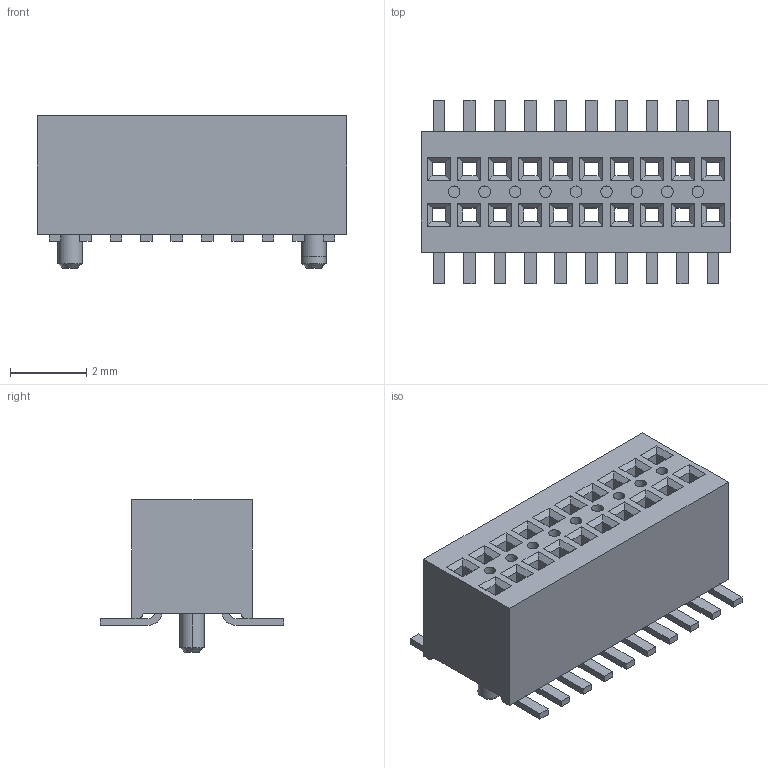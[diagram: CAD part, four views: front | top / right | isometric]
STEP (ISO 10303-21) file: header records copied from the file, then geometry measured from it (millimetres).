
FILE_DESCRIPTION((''),'2;1');
FILE_NAME('SAMTEC_CLE-110-01-G-DV-A-K.stp','2014-01-28T12:22:11',(''),(''),'Mechanical Desktop 2011','Mechanical Desktop 2011',', , ');
FILE_SCHEMA(('AUTOMOTIVE_DESIGN { 1 2 10303 214 1 1 1 1 }'));
Length unit declared in the file: millimetre
Products named in the file (1): Product
Bounding box: 8.13 x 4.83 x 4.01 mm (x, y, z)
Volume: 71.8 mm3; surface area: 254.1 mm2
Topology: 24 solids, 24 shells, 400 faces, 918 edges, 584 vertices
Faces by surface type: plane 312, cylinder 84, cone 4
Entity records: 11211 total; most frequent: CARTESIAN_POINT 1903, DIRECTION 1892, ORIENTED_EDGE 1836, EDGE_CURVE 918, VECTOR 746, LINE 746, VERTEX_POINT 584, AXIS2_PLACEMENT_3D 573
